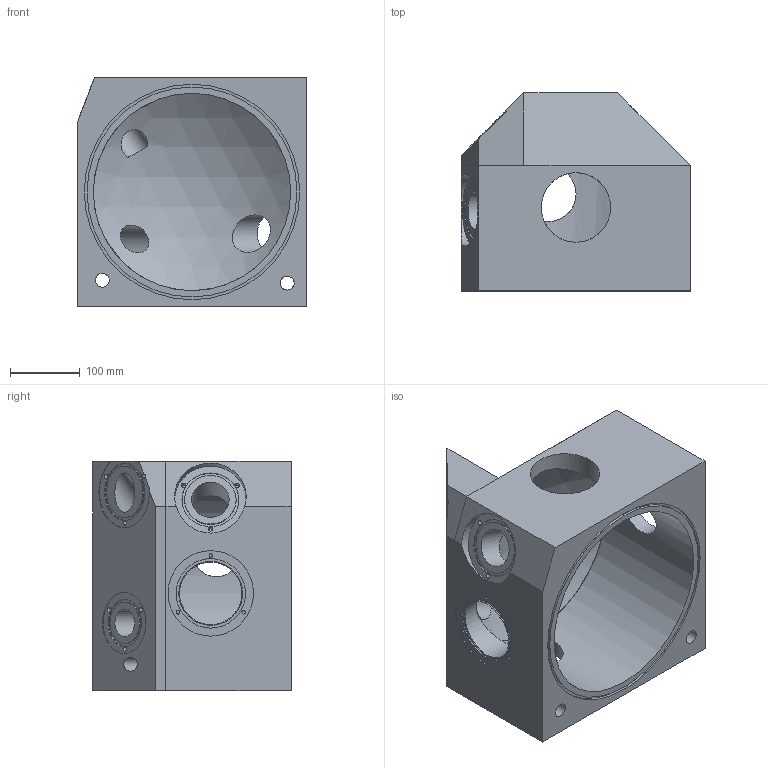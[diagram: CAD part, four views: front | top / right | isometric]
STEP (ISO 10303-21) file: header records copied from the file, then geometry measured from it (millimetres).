
FILE_DESCRIPTION(('FreeCAD Model'),'2;1');
FILE_NAME('Open CASCADE Shape Model','2023-12-18T16:43:32',(''),(''), 'Open CASCADE STEP processor 7.6','FreeCAD','Unknown');
FILE_SCHEMA(('AUTOMOTIVE_DESIGN { 1 0 10303 214 1 1 1 1 }'));
Length unit declared in the file: millimetre
Products named in the file (1): MainChamberModel
Bounding box: 330 x 285 x 330 mm (x, y, z)
Volume: 12422081.7 mm3; surface area: 740674.5 mm2
Topology: 1 solids, 1 shells, 109 faces, 211 edges, 137 vertices
Faces by surface type: plane 56, cylinder 52, sphere 1
Full cylindrical faces by diameter (mm): 3.3 x3, 5 x3, 6.6 x12, 20 x2, 40 x2, 54 x2, 60 x1, 67.6 x1, 69 x1, 74 x4, 82 x4, 88 x1, 90 x1, 92 x1, 100 x2, 103 x3, 123 x1, 284 x1, 302 x1, 310 x1
Entity records: 9223 total; most frequent: CARTESIAN_POINT 4726, DIRECTION 854, ORIENTED_EDGE 422, PCURVE 422, DEFINITIONAL_REPRESENTATION 422, LINE 339, VECTOR 339, AXIS2_PLACEMENT_3D 217
